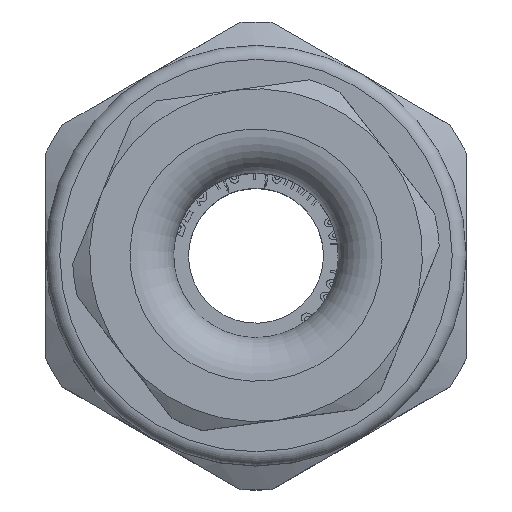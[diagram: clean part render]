
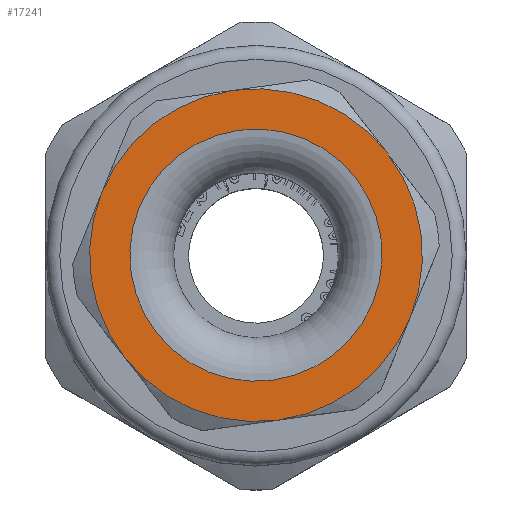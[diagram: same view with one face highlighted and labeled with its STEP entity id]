
A CAD part, top view. The second image highlights one B-rep face of the part: STEP entity #17241.
In plain terms, the highlighted planar face has unit normal (0, 0, 1).
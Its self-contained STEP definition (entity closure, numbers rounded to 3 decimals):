
#16498=CARTESIAN_POINT('',(7.499,5.833,40.));
#16499=VERTEX_POINT('',#16498);
#16549=CARTESIAN_POINT('',(8.801,-3.578,40.));
#16550=VERTEX_POINT('',#16549);
#16600=CARTESIAN_POINT('',(1.302,-9.41,40.));
#16601=VERTEX_POINT('',#16600);
#16651=CARTESIAN_POINT('',(-7.499,-5.833,40.));
#16652=VERTEX_POINT('',#16651);
#16702=CARTESIAN_POINT('',(-8.801,3.578,40.));
#16703=VERTEX_POINT('',#16702);
#16753=CARTESIAN_POINT('',(-1.302,9.41,40.));
#16754=VERTEX_POINT('',#16753);
#16794=CARTESIAN_POINT('',(0.,0.,40.));
#16795=DIRECTION('',(0.,-0.,-1.));
#16796=DIRECTION('',(0.137,-0.991,0.));
#16797=AXIS2_PLACEMENT_3D('',#16794,#16795,#16796);
#16798=CIRCLE('',#16797,9.5);
#16799=EDGE_CURVE('',#16754,#16499,#16798,.T.);
#16818=CARTESIAN_POINT('',(0.,0.,40.));
#16819=DIRECTION('',(0.,-0.,-1.));
#16820=DIRECTION('',(0.137,-0.991,0.));
#16821=AXIS2_PLACEMENT_3D('',#16818,#16819,#16820);
#16822=CIRCLE('',#16821,9.5);
#16823=EDGE_CURVE('',#16703,#16754,#16822,.T.);
#16842=CARTESIAN_POINT('',(0.,0.,40.));
#16843=DIRECTION('',(0.,-0.,-1.));
#16844=DIRECTION('',(0.137,-0.991,0.));
#16845=AXIS2_PLACEMENT_3D('',#16842,#16843,#16844);
#16846=CIRCLE('',#16845,9.5);
#16847=EDGE_CURVE('',#16652,#16703,#16846,.T.);
#16866=CARTESIAN_POINT('',(0.,0.,40.));
#16867=DIRECTION('',(0.,-0.,-1.));
#16868=DIRECTION('',(0.137,-0.991,0.));
#16869=AXIS2_PLACEMENT_3D('',#16866,#16867,#16868);
#16870=CIRCLE('',#16869,9.5);
#16871=EDGE_CURVE('',#16601,#16652,#16870,.T.);
#16890=CARTESIAN_POINT('',(0.,0.,40.));
#16891=DIRECTION('',(0.,-0.,-1.));
#16892=DIRECTION('',(0.137,-0.991,0.));
#16893=AXIS2_PLACEMENT_3D('',#16890,#16891,#16892);
#16894=CIRCLE('',#16893,9.5);
#16895=EDGE_CURVE('',#16550,#16601,#16894,.T.);
#16914=CARTESIAN_POINT('',(0.,0.,40.));
#16915=DIRECTION('',(0.,-0.,-1.));
#16916=DIRECTION('',(0.137,-0.991,0.));
#16917=AXIS2_PLACEMENT_3D('',#16914,#16915,#16916);
#16918=CIRCLE('',#16917,9.5);
#16919=EDGE_CURVE('',#16499,#16550,#16918,.T.);
#17217=CARTESIAN_POINT('',(0.,0.,40.));
#17218=DIRECTION('',(-0.,0.,1.));
#17219=DIRECTION('',(-0.137,0.991,-0.));
#17220=AXIS2_PLACEMENT_3D('',#17217,#17218,#17219);
#17221=PLANE('',#17220);
#17222=CARTESIAN_POINT('',(-0.987,7.132,40.));
#17223=VERTEX_POINT('',#17222);
#17224=CARTESIAN_POINT('',(0.,0.,40.));
#17225=DIRECTION('',(0.,-0.,-1.));
#17226=DIRECTION('',(-0.137,0.991,-0.));
#17227=AXIS2_PLACEMENT_3D('',#17224,#17225,#17226);
#17228=CIRCLE('',#17227,7.2);
#17229=EDGE_CURVE('',#17223,#17223,#17228,.T.);
#17230=ORIENTED_EDGE('',*,*,#17229,.T.);
#17231=EDGE_LOOP('',(#17230));
#17232=FACE_BOUND('',#17231,.T.);
#17233=ORIENTED_EDGE('',*,*,#16799,.F.);
#17234=ORIENTED_EDGE('',*,*,#16823,.F.);
#17235=ORIENTED_EDGE('',*,*,#16847,.F.);
#17236=ORIENTED_EDGE('',*,*,#16871,.F.);
#17237=ORIENTED_EDGE('',*,*,#16895,.F.);
#17238=ORIENTED_EDGE('',*,*,#16919,.F.);
#17239=EDGE_LOOP('',(#17233,#17234,#17235,#17236,#17237,#17238));
#17240=FACE_BOUND('',#17239,.T.);
#17241=ADVANCED_FACE('',(#17232,#17240),#17221,.T.);
